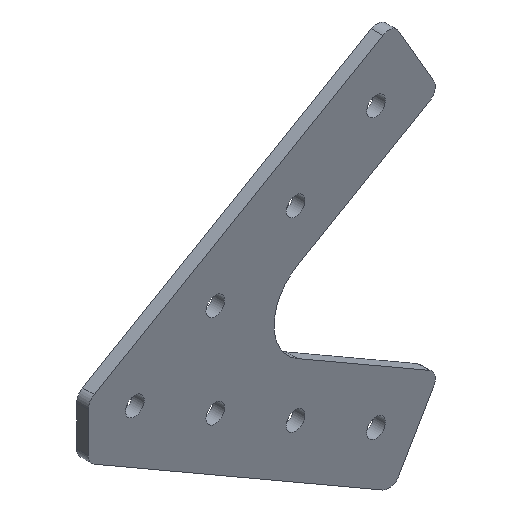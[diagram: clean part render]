
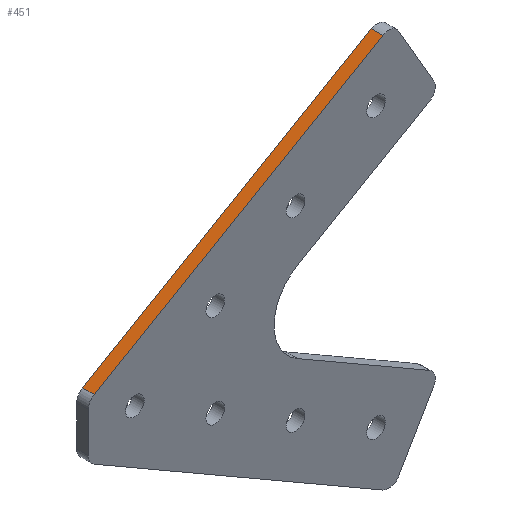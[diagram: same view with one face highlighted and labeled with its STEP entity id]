
A CAD part, isometric view. The second image highlights one B-rep face of the part: STEP entity #451.
In plain terms, the highlighted planar face has unit normal (-0.5, 0, 0.866).
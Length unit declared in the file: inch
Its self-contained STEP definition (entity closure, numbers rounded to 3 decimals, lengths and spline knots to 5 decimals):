
#56 = CARTESIAN_POINT ( 'NONE',  ( -0.4375, 0., 0.32476 ) ) ;
#60 = CARTESIAN_POINT ( 'NONE',  ( -0.4375, 0.125, 0.32476 ) ) ;
#74 = LINE ( 'NONE', #88, #322 ) ;
#79 = CARTESIAN_POINT ( 'NONE',  ( 2.67284, 0.125, 2.12051 ) ) ;
#80 = EDGE_CURVE ( 'NONE', #368, #400, #74, .T. ) ;
#88 = CARTESIAN_POINT ( 'NONE',  ( -0.4375, 0.125, 0.32476 ) ) ;
#89 = DIRECTION ( 'NONE',  ( 0., -1., 0. ) ) ;
#225 = LINE ( 'NONE', #228, #562 ) ;
#228 = CARTESIAN_POINT ( 'NONE',  ( -0.5, 0.125, 0.28868 ) ) ;
#236 = CARTESIAN_POINT ( 'NONE',  ( 2.67284, 0., 2.12051 ) ) ;
#286 = DIRECTION ( 'NONE',  ( 0.866, 0., 0.5 ) ) ;
#322 = VECTOR ( 'NONE', #89, 39.37008 ) ;
#344 = FACE_OUTER_BOUND ( 'NONE', #729, .T. ) ;
#345 = PLANE ( 'NONE',  #719 ) ;
#368 = VERTEX_POINT ( 'NONE', #60 ) ;
#386 = CARTESIAN_POINT ( 'NONE',  ( -0.5, 0.125, 0.28868 ) ) ;
#390 = DIRECTION ( 'NONE',  ( 0.5, 0., -0.866 ) ) ;
#400 = VERTEX_POINT ( 'NONE', #56 ) ;
#416 = ORIENTED_EDGE ( 'NONE', *, *, #627, .T. ) ;
#430 = EDGE_CURVE ( 'NONE', #368, #769, #225, .T. ) ;
#433 = ORIENTED_EDGE ( 'NONE', *, *, #467, .T. ) ;
#451 = ADVANCED_FACE ( 'NONE', ( #344 ), #345, .F. ) ;
#452 = DIRECTION ( 'NONE',  ( -0.866, 0., -0.5 ) ) ;
#467 = EDGE_CURVE ( 'NONE', #400, #538, #577, .T. ) ;
#470 = ORIENTED_EDGE ( 'NONE', *, *, #80, .T. ) ;
#475 = VECTOR ( 'NONE', #734, 39.37008 ) ;
#490 = ORIENTED_EDGE ( 'NONE', *, *, #430, .F. ) ;
#499 = LINE ( 'NONE', #573, #475 ) ;
#538 = VERTEX_POINT ( 'NONE', #236 ) ;
#562 = VECTOR ( 'NONE', #286, 39.37008 ) ;
#573 = CARTESIAN_POINT ( 'NONE',  ( 2.67284, 0.125, 2.12051 ) ) ;
#577 = LINE ( 'NONE', #581, #686 ) ;
#581 = CARTESIAN_POINT ( 'NONE',  ( -0.5, 0., 0.28868 ) ) ;
#627 = EDGE_CURVE ( 'NONE', #538, #769, #499, .T. ) ;
#649 = DIRECTION ( 'NONE',  ( 0.866, 0., 0.5 ) ) ;
#686 = VECTOR ( 'NONE', #649, 39.37008 ) ;
#719 = AXIS2_PLACEMENT_3D ( 'NONE', #386, #390, #452 ) ;
#729 = EDGE_LOOP ( 'NONE', ( #490, #470, #433, #416 ) ) ;
#734 = DIRECTION ( 'NONE',  ( 0., 1., 0. ) ) ;
#769 = VERTEX_POINT ( 'NONE', #79 ) ;
